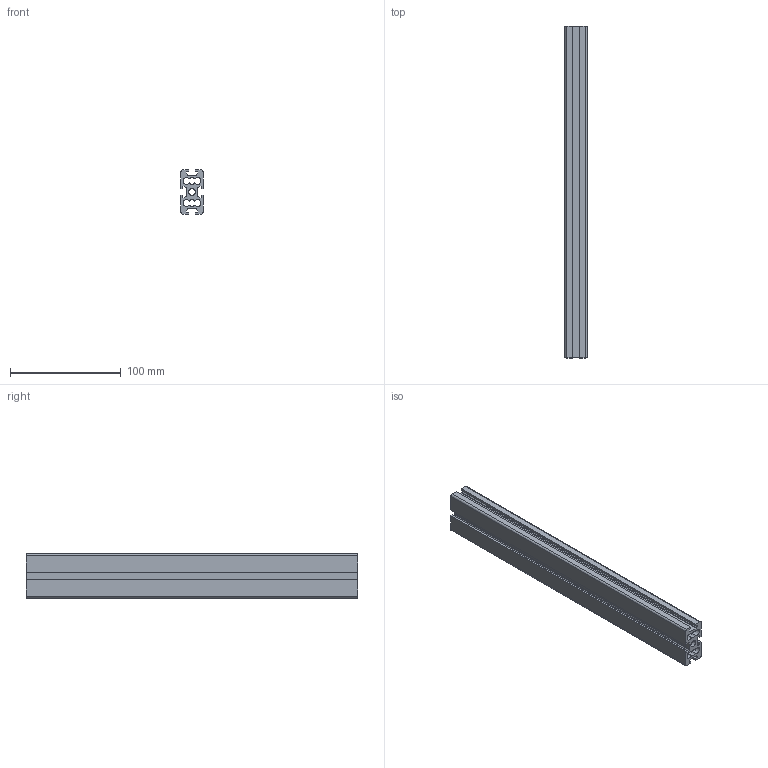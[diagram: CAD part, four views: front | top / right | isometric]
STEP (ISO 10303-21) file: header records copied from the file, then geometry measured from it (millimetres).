
FILE_DESCRIPTION (( 'STEP AP214' ), '1' );
FILE_NAME ('1728138369973.step', '2024-10-05T14:26:32', ( 'Windows User' ), ( '' ), 'SwSTEP 2.0', 'SolidWorks 2011', '' );
FILE_SCHEMA (( 'AUTOMOTIVE_DESIGN' ));
Length unit declared in the file: millimetre
Products named in the file (2): 1.10.020040.44SPx300.00(1); 1728138369973
Assembly tree (1 placements, depth 2):
  1728138369973
    1.10.020040.44SPx300.00(1)
Bounding box: 20 x 300 x 40 mm (x, y, z)
Volume: 131201.6 mm3; surface area: 86869.7 mm2
Topology: 1 solids, 1 shells, 70 faces, 204 edges, 136 vertices
Faces by surface type: plane 46, cylinder 24
Entity records: 2394 total; most frequent: CARTESIAN_POINT 414, ORIENTED_EDGE 408, DIRECTION 400, EDGE_CURVE 204, LINE 156, VECTOR 156, VERTEX_POINT 136, AXIS2_PLACEMENT_3D 122
